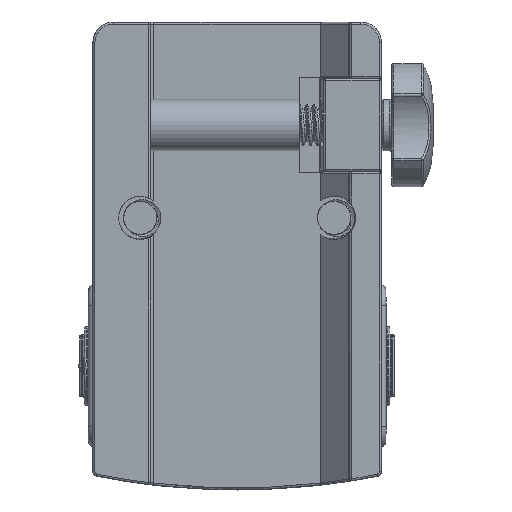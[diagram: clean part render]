
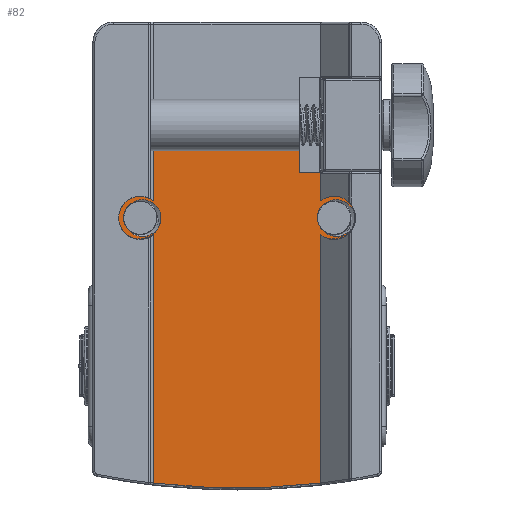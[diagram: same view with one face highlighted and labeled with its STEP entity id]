
A CAD part, front view. The second image highlights one B-rep face of the part: STEP entity #82.
In plain terms, the highlighted planar face has unit normal (0, -1, 0).
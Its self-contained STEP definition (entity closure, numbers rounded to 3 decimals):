
#82 = ADVANCED_FACE('',(#83,#123,#163),#275,.F.);
#83 = FACE_BOUND('',#84,.T.);
#84 = EDGE_LOOP('',(#85,#96,#106,#115));
#85 = ORIENTED_EDGE('',*,*,#86,.T.);
#86 = EDGE_CURVE('',#87,#89,#91,.T.);
#87 = VERTEX_POINT('',#88);
#88 = CARTESIAN_POINT('',(-10.667,5.6,2.689));
#89 = VERTEX_POINT('',#90);
#90 = CARTESIAN_POINT('',(-10.411,5.6,4.967));
#91 = CIRCLE('',#92,1.621);
#92 = AXIS2_PLACEMENT_3D('',#93,#94,#95);
#93 = CARTESIAN_POINT('',(-9.4,5.6,3.7));
#94 = DIRECTION('',(0.,1.,0.));
#95 = DIRECTION('',(-1.,0.,0.));
#96 = ORIENTED_EDGE('',*,*,#97,.T.);
#97 = EDGE_CURVE('',#89,#98,#100,.T.);
#98 = VERTEX_POINT('',#99);
#99 = CARTESIAN_POINT('',(-7.479,5.6,4.255));
#100 = B_SPLINE_CURVE_WITH_KNOTS('',3,(#101,#102,#103,#104,#105),
  .UNSPECIFIED.,.F.,.F.,(4,1,4),(-0.003,-0.001
    ,0.001),.UNSPECIFIED.);
#101 = CARTESIAN_POINT('',(-10.411,5.6,4.967));
#102 = CARTESIAN_POINT('',(-9.989,5.6,5.395));
#103 = CARTESIAN_POINT('',(-8.677,5.6,5.705));
#104 = CARTESIAN_POINT('',(-7.699,5.6,4.812));
#105 = CARTESIAN_POINT('',(-7.479,5.6,4.255));
#106 = ORIENTED_EDGE('',*,*,#107,.T.);
#107 = EDGE_CURVE('',#98,#108,#110,.T.);
#108 = VERTEX_POINT('',#109);
#109 = CARTESIAN_POINT('',(-7.649,5.6,2.733));
#110 = CIRCLE('',#111,2.);
#111 = AXIS2_PLACEMENT_3D('',#112,#113,#114);
#112 = CARTESIAN_POINT('',(-9.4,5.6,3.7));
#113 = DIRECTION('',(0.,1.,0.));
#114 = DIRECTION('',(-1.,0.,0.));
#115 = ORIENTED_EDGE('',*,*,#116,.T.);
#116 = EDGE_CURVE('',#108,#87,#117,.T.);
#117 = B_SPLINE_CURVE_WITH_KNOTS('',3,(#118,#119,#120,#121,#122),
  .UNSPECIFIED.,.F.,.F.,(4,1,4),(0.,0.002,
    0.004),.QUASI_UNIFORM_KNOTS.);
#118 = CARTESIAN_POINT('',(-7.649,5.6,2.733));
#119 = CARTESIAN_POINT('',(-7.989,5.6,2.238));
#120 = CARTESIAN_POINT('',(-9.137,5.6,1.585));
#121 = CARTESIAN_POINT('',(-10.349,5.6,2.178));
#122 = CARTESIAN_POINT('',(-10.667,5.6,2.689));
#123 = FACE_BOUND('',#124,.T.);
#124 = EDGE_LOOP('',(#125,#137,#146,#156));
#125 = ORIENTED_EDGE('',*,*,#126,.T.);
#126 = EDGE_CURVE('',#127,#129,#131,.T.);
#127 = VERTEX_POINT('',#128);
#128 = CARTESIAN_POINT('',(11.151,5.6,2.733));
#129 = VERTEX_POINT('',#130);
#130 = CARTESIAN_POINT('',(8.133,5.6,2.689));
#131 = B_SPLINE_CURVE_WITH_KNOTS('',3,(#132,#133,#134,#135,#136),
  .UNSPECIFIED.,.F.,.F.,(4,1,4),(0.,0.002,
    0.004),.UNSPECIFIED.);
#132 = CARTESIAN_POINT('',(11.151,5.6,2.733));
#133 = CARTESIAN_POINT('',(10.811,5.6,2.238));
#134 = CARTESIAN_POINT('',(9.664,5.6,1.585));
#135 = CARTESIAN_POINT('',(8.451,5.6,2.178));
#136 = CARTESIAN_POINT('',(8.133,5.6,2.689));
#137 = ORIENTED_EDGE('',*,*,#138,.T.);
#138 = EDGE_CURVE('',#129,#139,#141,.T.);
#139 = VERTEX_POINT('',#140);
#140 = CARTESIAN_POINT('',(8.389,5.6,4.967));
#141 = CIRCLE('',#142,1.621);
#142 = AXIS2_PLACEMENT_3D('',#143,#144,#145);
#143 = CARTESIAN_POINT('',(9.4,5.6,3.7));
#144 = DIRECTION('',(0.,1.,0.));
#145 = DIRECTION('',(-1.,0.,0.));
#146 = ORIENTED_EDGE('',*,*,#147,.T.);
#147 = EDGE_CURVE('',#139,#148,#150,.T.);
#148 = VERTEX_POINT('',#149);
#149 = CARTESIAN_POINT('',(11.321,5.6,4.255));
#150 = B_SPLINE_CURVE_WITH_KNOTS('',3,(#151,#152,#153,#154,#155),
  .UNSPECIFIED.,.F.,.F.,(4,1,4),(0.,0.002,
    0.004),.QUASI_UNIFORM_KNOTS.);
#151 = CARTESIAN_POINT('',(8.389,5.6,4.967));
#152 = CARTESIAN_POINT('',(8.811,5.6,5.395));
#153 = CARTESIAN_POINT('',(10.125,5.6,5.704));
#154 = CARTESIAN_POINT('',(11.101,5.6,4.813));
#155 = CARTESIAN_POINT('',(11.321,5.6,4.255));
#156 = ORIENTED_EDGE('',*,*,#157,.T.);
#157 = EDGE_CURVE('',#148,#127,#158,.T.);
#158 = CIRCLE('',#159,2.);
#159 = AXIS2_PLACEMENT_3D('',#160,#161,#162);
#160 = CARTESIAN_POINT('',(9.4,5.6,3.7));
#161 = DIRECTION('',(0.,1.,0.));
#162 = DIRECTION('',(-1.,0.,0.));
#163 = FACE_BOUND('',#164,.T.);
#164 = EDGE_LOOP('',(#165,#175,#184,#193,#202,#210,#219,#227,#236,#244,
    #252,#260,#268));
#165 = ORIENTED_EDGE('',*,*,#166,.F.);
#166 = EDGE_CURVE('',#167,#169,#171,.T.);
#167 = VERTEX_POINT('',#168);
#168 = CARTESIAN_POINT('',(-8.1,5.6,-22.014));
#169 = VERTEX_POINT('',#170);
#170 = CARTESIAN_POINT('',(-8.1,5.6,2.051));
#171 = LINE('',#172,#173);
#172 = CARTESIAN_POINT('',(-8.1,5.6,-39.792));
#173 = VECTOR('',#174,1.);
#174 = DIRECTION('',(0.,0.,1.));
#175 = ORIENTED_EDGE('',*,*,#176,.T.);
#176 = EDGE_CURVE('',#167,#177,#179,.T.);
#177 = VERTEX_POINT('',#178);
#178 = CARTESIAN_POINT('',(-8.101,5.6,-22.031));
#179 = B_SPLINE_CURVE_WITH_KNOTS('',3,(#180,#181,#182,#183),
  .UNSPECIFIED.,.F.,.F.,(4,4),(0.,0.),
  .PIECEWISE_BEZIER_KNOTS.);
#180 = CARTESIAN_POINT('',(-8.1,5.6,-22.014));
#181 = CARTESIAN_POINT('',(-8.1,5.6,-22.02));
#182 = CARTESIAN_POINT('',(-8.1,5.6,-22.025));
#183 = CARTESIAN_POINT('',(-8.101,5.6,-22.031));
#184 = ORIENTED_EDGE('',*,*,#185,.F.);
#185 = EDGE_CURVE('',#186,#177,#188,.T.);
#186 = VERTEX_POINT('',#187);
#187 = CARTESIAN_POINT('',(8.101,5.6,-22.031));
#188 = CIRCLE('',#189,70.15);
#189 = AXIS2_PLACEMENT_3D('',#190,#191,#192);
#190 = CARTESIAN_POINT('',(0.,5.6,47.65));
#191 = DIRECTION('',(0.,1.,0.));
#192 = DIRECTION('',(-1.,0.,0.));
#193 = ORIENTED_EDGE('',*,*,#194,.T.);
#194 = EDGE_CURVE('',#186,#195,#197,.T.);
#195 = VERTEX_POINT('',#196);
#196 = CARTESIAN_POINT('',(8.1,5.6,-22.014));
#197 = B_SPLINE_CURVE_WITH_KNOTS('',3,(#198,#199,#200,#201),
  .UNSPECIFIED.,.F.,.F.,(4,4),(0.,0.),
  .PIECEWISE_BEZIER_KNOTS.);
#198 = CARTESIAN_POINT('',(8.101,5.6,-22.031));
#199 = CARTESIAN_POINT('',(8.1,5.6,-22.025));
#200 = CARTESIAN_POINT('',(8.1,5.6,-22.02));
#201 = CARTESIAN_POINT('',(8.1,5.6,-22.014));
#202 = ORIENTED_EDGE('',*,*,#203,.T.);
#203 = EDGE_CURVE('',#195,#204,#206,.T.);
#204 = VERTEX_POINT('',#205);
#205 = CARTESIAN_POINT('',(8.1,5.6,2.051));
#206 = LINE('',#207,#208);
#207 = CARTESIAN_POINT('',(8.1,5.6,-39.792));
#208 = VECTOR('',#209,1.);
#209 = DIRECTION('',(0.,0.,1.));
#210 = ORIENTED_EDGE('',*,*,#211,.F.);
#211 = EDGE_CURVE('',#212,#204,#214,.T.);
#212 = VERTEX_POINT('',#213);
#213 = CARTESIAN_POINT('',(8.1,5.6,5.349));
#214 = CIRCLE('',#215,2.1);
#215 = AXIS2_PLACEMENT_3D('',#216,#217,#218);
#216 = CARTESIAN_POINT('',(9.4,5.6,3.7));
#217 = DIRECTION('',(0.,1.,0.));
#218 = DIRECTION('',(1.,0.,0.));
#219 = ORIENTED_EDGE('',*,*,#220,.T.);
#220 = EDGE_CURVE('',#212,#221,#223,.T.);
#221 = VERTEX_POINT('',#222);
#222 = CARTESIAN_POINT('',(8.1,5.6,8.));
#223 = LINE('',#224,#225);
#224 = CARTESIAN_POINT('',(8.1,5.6,-39.792));
#225 = VECTOR('',#226,1.);
#226 = DIRECTION('',(0.,0.,1.));
#227 = ORIENTED_EDGE('',*,*,#228,.T.);
#228 = EDGE_CURVE('',#221,#229,#231,.T.);
#229 = VERTEX_POINT('',#230);
#230 = CARTESIAN_POINT('',(8.134,5.6,8.095));
#231 = ELLIPSE('',#232,0.283,0.2);
#232 = AXIS2_PLACEMENT_3D('',#233,#234,#235);
#233 = CARTESIAN_POINT('',(8.383,5.6,8.));
#234 = DIRECTION('',(0.,1.,0.));
#235 = DIRECTION('',(-1.,0.,0.));
#236 = ORIENTED_EDGE('',*,*,#237,.F.);
#237 = EDGE_CURVE('',#238,#229,#240,.T.);
#238 = VERTEX_POINT('',#239);
#239 = CARTESIAN_POINT('',(6.,5.6,8.095));
#240 = LINE('',#241,#242);
#241 = CARTESIAN_POINT('',(8.1,5.6,8.095));
#242 = VECTOR('',#243,1.);
#243 = DIRECTION('',(1.,0.,0.));
#244 = ORIENTED_EDGE('',*,*,#245,.F.);
#245 = EDGE_CURVE('',#246,#238,#248,.T.);
#246 = VERTEX_POINT('',#247);
#247 = CARTESIAN_POINT('',(6.,5.6,10.273));
#248 = LINE('',#249,#250);
#249 = CARTESIAN_POINT('',(6.,5.6,-39.792));
#250 = VECTOR('',#251,1.);
#251 = DIRECTION('',(0.,0.,-1.));
#252 = ORIENTED_EDGE('',*,*,#253,.F.);
#253 = EDGE_CURVE('',#254,#246,#256,.T.);
#254 = VERTEX_POINT('',#255);
#255 = CARTESIAN_POINT('',(-8.1,5.6,10.273));
#256 = LINE('',#257,#258);
#257 = CARTESIAN_POINT('',(-147.788,5.6,10.273));
#258 = VECTOR('',#259,1.);
#259 = DIRECTION('',(1.,0.,0.));
#260 = ORIENTED_EDGE('',*,*,#261,.F.);
#261 = EDGE_CURVE('',#262,#254,#264,.T.);
#262 = VERTEX_POINT('',#263);
#263 = CARTESIAN_POINT('',(-8.1,5.6,5.349));
#264 = LINE('',#265,#266);
#265 = CARTESIAN_POINT('',(-8.1,5.6,-39.792));
#266 = VECTOR('',#267,1.);
#267 = DIRECTION('',(0.,0.,1.));
#268 = ORIENTED_EDGE('',*,*,#269,.F.);
#269 = EDGE_CURVE('',#169,#262,#270,.T.);
#270 = CIRCLE('',#271,2.1);
#271 = AXIS2_PLACEMENT_3D('',#272,#273,#274);
#272 = CARTESIAN_POINT('',(-9.4,5.6,3.7));
#273 = DIRECTION('',(0.,1.,0.));
#274 = DIRECTION('',(1.,0.,0.));
#275 = PLANE('',#276);
#276 = AXIS2_PLACEMENT_3D('',#277,#278,#279);
#277 = CARTESIAN_POINT('',(8.1,5.6,-39.792));
#278 = DIRECTION('',(0.,1.,0.));
#279 = DIRECTION('',(-1.,0.,0.));
